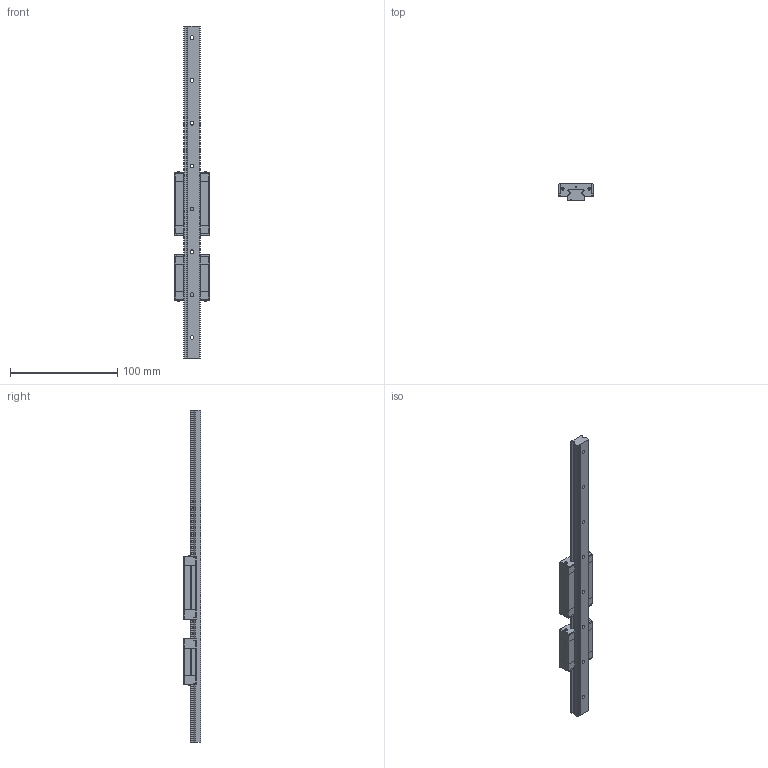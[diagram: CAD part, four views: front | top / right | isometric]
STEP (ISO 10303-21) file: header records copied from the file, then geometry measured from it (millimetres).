
FILE_DESCRIPTION (( 'STEP AP203' ), '1' );
FILE_NAME ('SBM(L) 15 ASS.STEP', '2016-10-27T00:28:19', ( '234' ), ( '' ), 'SwSTEP 2.0', 'SolidWorks 2013', '' );
FILE_SCHEMA (( 'CONFIG_CONTROL_DESIGN' ));
Length unit declared in the file: millimetre
Products named in the file (7): 15 RA; 15L EP; 墾獐お; 15L ES; 15L BL; SBM(L) 15 ASS; 15 BL
Assembly tree (19 placements, depth 2):
  SBM(L) 15 ASS
    15 BL
    15 RA
    15L EP  x4
    墾獐お  x8
    15L ES  x4
    15L BL
Bounding box: 32 x 16 x 310 mm (x, y, z)
Volume: 69967.2 mm3; surface area: 34682.3 mm2
Topology: 19 solids, 19 shells, 703 faces, 1883 edges, 1250 vertices
Faces by surface type: plane 401, cylinder 286, cone 16
Entity records: 10180 total; most frequent: DIRECTION 1655, CARTESIAN_POINT 1578, ORIENTED_EDGE 1526, EDGE_CURVE 763, AXIS2_PLACEMENT_3D 585, VERTEX_POINT 508, LINE 485, VECTOR 485
